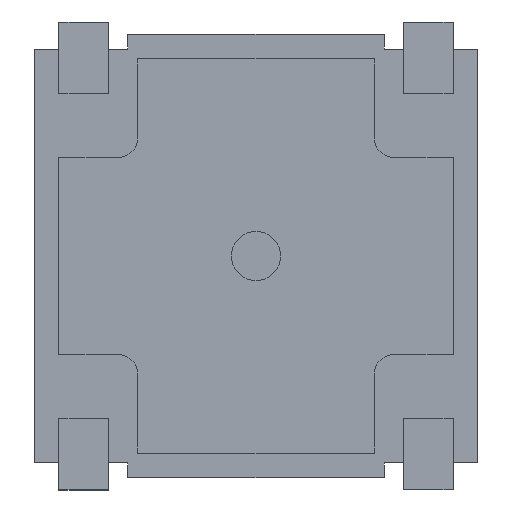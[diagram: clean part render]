
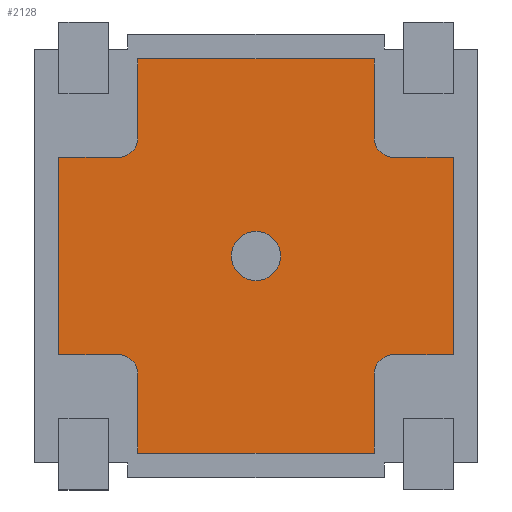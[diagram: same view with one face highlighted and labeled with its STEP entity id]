
A CAD part, front view. The second image highlights one B-rep face of the part: STEP entity #2128.
In plain terms, the highlighted planar face has unit normal (0, -1, 0).
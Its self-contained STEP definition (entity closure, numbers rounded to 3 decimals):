
#119=CIRCLE('',#2512,0.25);
#120=CIRCLE('',#2513,0.2);
#121=CIRCLE('',#2514,0.2);
#122=CIRCLE('',#2515,0.2);
#123=CIRCLE('',#2516,0.2);
#388=ORIENTED_EDGE('',*,*,#922,.T.);
#389=ORIENTED_EDGE('',*,*,#921,.T.);
#390=ORIENTED_EDGE('',*,*,#923,.T.);
#391=ORIENTED_EDGE('',*,*,#894,.T.);
#392=ORIENTED_EDGE('',*,*,#898,.T.);
#393=ORIENTED_EDGE('',*,*,#900,.T.);
#394=ORIENTED_EDGE('',*,*,#924,.T.);
#395=ORIENTED_EDGE('',*,*,#901,.T.);
#396=ORIENTED_EDGE('',*,*,#905,.T.);
#397=ORIENTED_EDGE('',*,*,#907,.T.);
#398=ORIENTED_EDGE('',*,*,#925,.T.);
#399=ORIENTED_EDGE('',*,*,#908,.T.);
#400=ORIENTED_EDGE('',*,*,#912,.T.);
#401=ORIENTED_EDGE('',*,*,#914,.T.);
#402=ORIENTED_EDGE('',*,*,#926,.T.);
#403=ORIENTED_EDGE('',*,*,#915,.T.);
#404=ORIENTED_EDGE('',*,*,#919,.T.);
#894=EDGE_CURVE('',#1167,#1168,#1389,.T.);
#898=EDGE_CURVE('',#1168,#1169,#1393,.T.);
#900=EDGE_CURVE('',#1169,#1170,#1395,.T.);
#901=EDGE_CURVE('',#1171,#1172,#1396,.T.);
#905=EDGE_CURVE('',#1172,#1173,#1400,.T.);
#907=EDGE_CURVE('',#1173,#1174,#1402,.T.);
#908=EDGE_CURVE('',#1175,#1176,#1403,.T.);
#912=EDGE_CURVE('',#1176,#1177,#1407,.T.);
#914=EDGE_CURVE('',#1177,#1178,#1409,.T.);
#915=EDGE_CURVE('',#1179,#1180,#1410,.T.);
#919=EDGE_CURVE('',#1180,#1181,#1414,.T.);
#921=EDGE_CURVE('',#1181,#1182,#1416,.T.);
#922=EDGE_CURVE('',#1183,#1183,#119,.T.);
#923=EDGE_CURVE('',#1182,#1167,#120,.F.);
#924=EDGE_CURVE('',#1170,#1171,#121,.F.);
#925=EDGE_CURVE('',#1174,#1175,#122,.F.);
#926=EDGE_CURVE('',#1178,#1179,#123,.F.);
#1167=VERTEX_POINT('',#3485);
#1168=VERTEX_POINT('',#3486);
#1169=VERTEX_POINT('',#3491);
#1170=VERTEX_POINT('',#3495);
#1171=VERTEX_POINT('',#3499);
#1172=VERTEX_POINT('',#3500);
#1173=VERTEX_POINT('',#3505);
#1174=VERTEX_POINT('',#3509);
#1175=VERTEX_POINT('',#3513);
#1176=VERTEX_POINT('',#3514);
#1177=VERTEX_POINT('',#3519);
#1178=VERTEX_POINT('',#3523);
#1179=VERTEX_POINT('',#3527);
#1180=VERTEX_POINT('',#3528);
#1181=VERTEX_POINT('',#3533);
#1182=VERTEX_POINT('',#3537);
#1183=VERTEX_POINT('',#3541);
#1389=LINE('',#3484,#1637);
#1393=LINE('',#3492,#1641);
#1395=LINE('',#3496,#1643);
#1396=LINE('',#3498,#1644);
#1400=LINE('',#3506,#1648);
#1402=LINE('',#3510,#1650);
#1403=LINE('',#3512,#1651);
#1407=LINE('',#3520,#1655);
#1409=LINE('',#3524,#1657);
#1410=LINE('',#3526,#1658);
#1414=LINE('',#3534,#1662);
#1416=LINE('',#3538,#1664);
#1637=VECTOR('',#2831,1000.);
#1641=VECTOR('',#2837,1000.);
#1643=VECTOR('',#2841,1000.);
#1644=VECTOR('',#2844,1000.);
#1648=VECTOR('',#2850,1000.);
#1650=VECTOR('',#2854,1000.);
#1651=VECTOR('',#2857,1000.);
#1655=VECTOR('',#2863,1000.);
#1657=VECTOR('',#2867,1000.);
#1658=VECTOR('',#2870,1000.);
#1662=VECTOR('',#2876,1000.);
#1664=VECTOR('',#2880,1000.);
#1807=EDGE_LOOP('',(#388));
#1808=EDGE_LOOP('',(#389,#390,#391,#392,#393,#394,#395,#396,#397,#398,#399,
#400,#401,#402,#403,#404));
#1925=FACE_BOUND('',#1807,.T.);
#1926=FACE_BOUND('',#1808,.T.);
#2043=PLANE('',#2511);
#2128=ADVANCED_FACE('',(#1925,#1926),#2043,.T.);
#2511=AXIS2_PLACEMENT_3D('',#3539,#2881,#2882);
#2512=AXIS2_PLACEMENT_3D('',#3540,#2883,#2884);
#2513=AXIS2_PLACEMENT_3D('',#3542,#2885,#2886);
#2514=AXIS2_PLACEMENT_3D('',#3543,#2887,#2888);
#2515=AXIS2_PLACEMENT_3D('',#3544,#2889,#2890);
#2516=AXIS2_PLACEMENT_3D('',#3545,#2891,#2892);
#2831=DIRECTION('',(1.,0.,0.));
#2837=DIRECTION('',(0.,0.,1.));
#2841=DIRECTION('',(-1.,0.,0.));
#2844=DIRECTION('',(0.,0.,1.));
#2850=DIRECTION('',(-1.,0.,0.));
#2854=DIRECTION('',(0.,0.,-1.));
#2857=DIRECTION('',(-1.,0.,0.));
#2863=DIRECTION('',(0.,0.,-1.));
#2867=DIRECTION('',(1.,0.,0.));
#2870=DIRECTION('',(0.,0.,-1.));
#2876=DIRECTION('',(1.,0.,0.));
#2880=DIRECTION('',(0.,0.,1.));
#2881=DIRECTION('',(0.,-1.,0.));
#2882=DIRECTION('',(0.,0.,-1.));
#2883=DIRECTION('',(0.,1.,0.));
#2884=DIRECTION('',(0.,0.,-1.));
#2885=DIRECTION('',(0.,-1.,0.));
#2886=DIRECTION('',(0.,0.,-1.));
#2887=DIRECTION('',(0.,-1.,0.));
#2888=DIRECTION('',(0.,0.,-1.));
#2889=DIRECTION('',(0.,-1.,0.));
#2890=DIRECTION('',(0.,0.,-1.));
#2891=DIRECTION('',(0.,-1.,0.));
#2892=DIRECTION('',(0.,0.,-1.));
#3484=CARTESIAN_POINT('',(1.2,-0.01,-1.));
#3485=CARTESIAN_POINT('',(1.4,-0.01,-1.));
#3486=CARTESIAN_POINT('',(2.,-0.01,-1.));
#3491=CARTESIAN_POINT('',(2.,-0.01,1.));
#3492=CARTESIAN_POINT('',(2.,-0.01,-1.));
#3495=CARTESIAN_POINT('',(1.4,-0.01,1.));
#3496=CARTESIAN_POINT('',(2.,-0.01,1.));
#3498=CARTESIAN_POINT('',(1.2,-0.01,1.));
#3499=CARTESIAN_POINT('',(1.2,-0.01,1.2));
#3500=CARTESIAN_POINT('',(1.2,-0.01,2.));
#3505=CARTESIAN_POINT('',(-1.2,-0.01,2.));
#3506=CARTESIAN_POINT('',(1.2,-0.01,2.));
#3509=CARTESIAN_POINT('',(-1.2,-0.01,1.2));
#3510=CARTESIAN_POINT('',(-1.2,-0.01,2.));
#3512=CARTESIAN_POINT('',(-1.2,-0.01,1.));
#3513=CARTESIAN_POINT('',(-1.4,-0.01,1.));
#3514=CARTESIAN_POINT('',(-2.,-0.01,1.));
#3519=CARTESIAN_POINT('',(-2.,-0.01,-1.));
#3520=CARTESIAN_POINT('',(-2.,-0.01,1.));
#3523=CARTESIAN_POINT('',(-1.4,-0.01,-1.));
#3524=CARTESIAN_POINT('',(-2.,-0.01,-1.));
#3526=CARTESIAN_POINT('',(-1.2,-0.01,-1.));
#3527=CARTESIAN_POINT('',(-1.2,-0.01,-1.2));
#3528=CARTESIAN_POINT('',(-1.2,-0.01,-2.));
#3533=CARTESIAN_POINT('',(1.2,-0.01,-2.));
#3534=CARTESIAN_POINT('',(-1.2,-0.01,-2.));
#3537=CARTESIAN_POINT('',(1.2,-0.01,-1.2));
#3538=CARTESIAN_POINT('',(1.2,-0.01,-2.));
#3539=CARTESIAN_POINT('',(0.,-0.01,0.));
#3540=CARTESIAN_POINT('',(0.,-0.01,0.));
#3541=CARTESIAN_POINT('',(0.,-0.01,-0.25));
#3542=CARTESIAN_POINT('',(1.4,-0.01,-1.2));
#3543=CARTESIAN_POINT('',(1.4,-0.01,1.2));
#3544=CARTESIAN_POINT('',(-1.4,-0.01,1.2));
#3545=CARTESIAN_POINT('',(-1.4,-0.01,-1.2));
